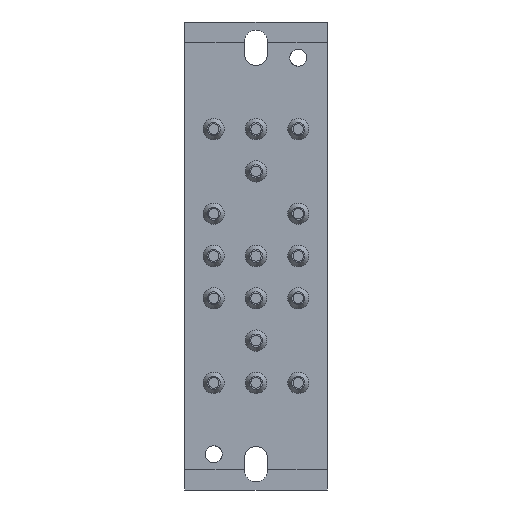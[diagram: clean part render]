
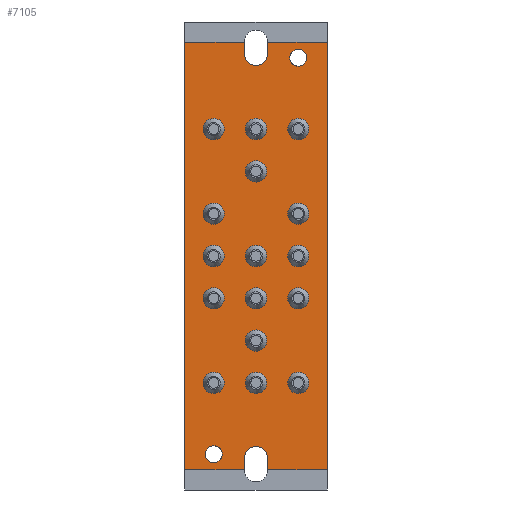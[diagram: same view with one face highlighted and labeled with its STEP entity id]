
A CAD part, front view. The second image highlights one B-rep face of the part: STEP entity #7105.
In plain terms, the highlighted planar face has unit normal (0, -1, 0).
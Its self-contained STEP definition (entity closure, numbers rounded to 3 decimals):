
#374=CIRCLE('',#7514,1.621);
#375=CIRCLE('',#7516,1.621);
#378=CIRCLE('',#7522,2.2);
#385=CIRCLE('',#7537,2.02);
#386=CIRCLE('',#7538,2.02);
#387=CIRCLE('',#7539,2.02);
#388=CIRCLE('',#7540,2.02);
#389=CIRCLE('',#7541,2.02);
#390=CIRCLE('',#7542,2.02);
#391=CIRCLE('',#7543,2.02);
#392=CIRCLE('',#7544,2.02);
#393=CIRCLE('',#7545,2.02);
#394=CIRCLE('',#7546,2.02);
#395=CIRCLE('',#7547,2.02);
#396=CIRCLE('',#7548,2.02);
#397=CIRCLE('',#7549,2.02);
#398=CIRCLE('',#7550,2.02);
#399=CIRCLE('',#7551,2.02);
#400=CIRCLE('',#7552,2.02);
#401=CIRCLE('',#7553,2.2);
#928=ORIENTED_EDGE('',*,*,#2043,.F.);
#929=ORIENTED_EDGE('',*,*,#2044,.F.);
#930=ORIENTED_EDGE('',*,*,#2045,.F.);
#931=ORIENTED_EDGE('',*,*,#2046,.F.);
#932=ORIENTED_EDGE('',*,*,#2047,.F.);
#933=ORIENTED_EDGE('',*,*,#2048,.F.);
#934=ORIENTED_EDGE('',*,*,#2049,.F.);
#935=ORIENTED_EDGE('',*,*,#2050,.F.);
#936=ORIENTED_EDGE('',*,*,#2051,.F.);
#937=ORIENTED_EDGE('',*,*,#2052,.F.);
#938=ORIENTED_EDGE('',*,*,#2053,.F.);
#939=ORIENTED_EDGE('',*,*,#2054,.F.);
#940=ORIENTED_EDGE('',*,*,#2055,.F.);
#941=ORIENTED_EDGE('',*,*,#2056,.F.);
#942=ORIENTED_EDGE('',*,*,#2057,.F.);
#943=ORIENTED_EDGE('',*,*,#2058,.F.);
#944=ORIENTED_EDGE('',*,*,#2001,.F.);
#945=ORIENTED_EDGE('',*,*,#2000,.T.);
#946=ORIENTED_EDGE('',*,*,#2059,.F.);
#947=ORIENTED_EDGE('',*,*,#2008,.F.);
#948=ORIENTED_EDGE('',*,*,#2060,.F.);
#949=ORIENTED_EDGE('',*,*,#2012,.F.);
#950=ORIENTED_EDGE('',*,*,#2061,.F.);
#951=ORIENTED_EDGE('',*,*,#2041,.T.);
#952=ORIENTED_EDGE('',*,*,#2062,.F.);
#953=ORIENTED_EDGE('',*,*,#2063,.F.);
#954=ORIENTED_EDGE('',*,*,#2064,.F.);
#955=ORIENTED_EDGE('',*,*,#2032,.T.);
#956=ORIENTED_EDGE('',*,*,#2065,.T.);
#957=ORIENTED_EDGE('',*,*,#2014,.F.);
#2000=EDGE_CURVE('',#2550,#2550,#374,.T.);
#2001=EDGE_CURVE('',#2551,#2551,#375,.T.);
#2008=EDGE_CURVE('',#2558,#2556,#378,.F.);
#2012=EDGE_CURVE('',#2562,#2560,#2934,.T.);
#2014=EDGE_CURVE('',#2563,#2565,#2936,.T.);
#2032=EDGE_CURVE('',#2577,#2579,#2947,.T.);
#2041=EDGE_CURVE('',#2587,#2586,#2955,.T.);
#2043=EDGE_CURVE('',#2588,#2588,#385,.F.);
#2044=EDGE_CURVE('',#2589,#2589,#386,.F.);
#2045=EDGE_CURVE('',#2590,#2590,#387,.F.);
#2046=EDGE_CURVE('',#2591,#2591,#388,.F.);
#2047=EDGE_CURVE('',#2592,#2592,#389,.F.);
#2048=EDGE_CURVE('',#2593,#2593,#390,.F.);
#2049=EDGE_CURVE('',#2594,#2594,#391,.F.);
#2050=EDGE_CURVE('',#2595,#2595,#392,.F.);
#2051=EDGE_CURVE('',#2596,#2596,#393,.F.);
#2052=EDGE_CURVE('',#2597,#2597,#394,.F.);
#2053=EDGE_CURVE('',#2598,#2598,#395,.F.);
#2054=EDGE_CURVE('',#2599,#2599,#396,.F.);
#2055=EDGE_CURVE('',#2600,#2600,#397,.F.);
#2056=EDGE_CURVE('',#2601,#2601,#398,.F.);
#2057=EDGE_CURVE('',#2602,#2602,#399,.F.);
#2058=EDGE_CURVE('',#2603,#2603,#400,.F.);
#2059=EDGE_CURVE('',#2556,#2563,#2957,.T.);
#2060=EDGE_CURVE('',#2560,#2558,#2958,.T.);
#2061=EDGE_CURVE('',#2587,#2562,#2959,.T.);
#2062=EDGE_CURVE('',#2604,#2586,#2960,.T.);
#2063=EDGE_CURVE('',#2605,#2604,#401,.F.);
#2064=EDGE_CURVE('',#2577,#2605,#2961,.T.);
#2065=EDGE_CURVE('',#2579,#2565,#2962,.T.);
#2550=VERTEX_POINT('',#10157);
#2551=VERTEX_POINT('',#10160);
#2556=VERTEX_POINT('',#10190);
#2558=VERTEX_POINT('',#10202);
#2560=VERTEX_POINT('',#10207);
#2562=VERTEX_POINT('',#10211);
#2563=VERTEX_POINT('',#10215);
#2565=VERTEX_POINT('',#10218);
#2577=VERTEX_POINT('',#10274);
#2579=VERTEX_POINT('',#10278);
#2586=VERTEX_POINT('',#10296);
#2587=VERTEX_POINT('',#10298);
#2588=VERTEX_POINT('',#10302);
#2589=VERTEX_POINT('',#10304);
#2590=VERTEX_POINT('',#10306);
#2591=VERTEX_POINT('',#10308);
#2592=VERTEX_POINT('',#10310);
#2593=VERTEX_POINT('',#10312);
#2594=VERTEX_POINT('',#10314);
#2595=VERTEX_POINT('',#10316);
#2596=VERTEX_POINT('',#10318);
#2597=VERTEX_POINT('',#10320);
#2598=VERTEX_POINT('',#10322);
#2599=VERTEX_POINT('',#10324);
#2600=VERTEX_POINT('',#10326);
#2601=VERTEX_POINT('',#10328);
#2602=VERTEX_POINT('',#10330);
#2603=VERTEX_POINT('',#10332);
#2604=VERTEX_POINT('',#10337);
#2605=VERTEX_POINT('',#10339);
#2934=LINE('',#10212,#3140);
#2936=LINE('',#10217,#3142);
#2947=LINE('',#10279,#3153);
#2955=LINE('',#10297,#3161);
#2957=LINE('',#10333,#3163);
#2958=LINE('',#10334,#3164);
#2959=LINE('',#10335,#3165);
#2960=LINE('',#10336,#3166);
#2961=LINE('',#10340,#3167);
#2962=LINE('',#10341,#3168);
#3140=VECTOR('',#8389,1000.);
#3142=VECTOR('',#8393,1000.);
#3153=VECTOR('',#8420,1000.);
#3161=VECTOR('',#8434,1000.);
#3163=VECTOR('',#8470,1000.);
#3164=VECTOR('',#8471,1000.);
#3165=VECTOR('',#8472,1000.);
#3166=VECTOR('',#8473,1000.);
#3167=VECTOR('',#8476,1000.);
#3168=VECTOR('',#8477,1000.);
#3362=EDGE_LOOP('',(#928));
#3363=EDGE_LOOP('',(#929));
#3364=EDGE_LOOP('',(#930));
#3365=EDGE_LOOP('',(#931));
#3366=EDGE_LOOP('',(#932));
#3367=EDGE_LOOP('',(#933));
#3368=EDGE_LOOP('',(#934));
#3369=EDGE_LOOP('',(#935));
#3370=EDGE_LOOP('',(#936));
#3371=EDGE_LOOP('',(#937));
#3372=EDGE_LOOP('',(#938));
#3373=EDGE_LOOP('',(#939));
#3374=EDGE_LOOP('',(#940));
#3375=EDGE_LOOP('',(#941));
#3376=EDGE_LOOP('',(#942));
#3377=EDGE_LOOP('',(#943));
#3378=EDGE_LOOP('',(#944));
#3379=EDGE_LOOP('',(#945));
#3380=EDGE_LOOP('',(#946,#947,#948,#949,#950,#951,#952,#953,#954,#955,#956,
#957));
#3942=FACE_BOUND('',#3362,.T.);
#3943=FACE_BOUND('',#3363,.T.);
#3944=FACE_BOUND('',#3364,.T.);
#3945=FACE_BOUND('',#3365,.T.);
#3946=FACE_BOUND('',#3366,.T.);
#3947=FACE_BOUND('',#3367,.T.);
#3948=FACE_BOUND('',#3368,.T.);
#3949=FACE_BOUND('',#3369,.T.);
#3950=FACE_BOUND('',#3370,.T.);
#3951=FACE_BOUND('',#3371,.T.);
#3952=FACE_BOUND('',#3372,.T.);
#3953=FACE_BOUND('',#3373,.T.);
#3954=FACE_BOUND('',#3374,.T.);
#3955=FACE_BOUND('',#3375,.T.);
#3956=FACE_BOUND('',#3376,.T.);
#3957=FACE_BOUND('',#3377,.T.);
#3958=FACE_BOUND('',#3378,.T.);
#3959=FACE_BOUND('',#3379,.T.);
#3960=FACE_BOUND('',#3380,.T.);
#4457=PLANE('',#7536);
#7105=ADVANCED_FACE('',(#3942,#3943,#3944,#3945,#3946,#3947,#3948,#3949,
#3950,#3951,#3952,#3953,#3954,#3955,#3956,#3957,#3958,#3959,#3960),#4457,
 .F.);
#7514=AXIS2_PLACEMENT_3D('',#10156,#8364,#8365);
#7516=AXIS2_PLACEMENT_3D('',#10159,#8368,#8369);
#7522=AXIS2_PLACEMENT_3D('',#10203,#8382,#8383);
#7536=AXIS2_PLACEMENT_3D('',#10300,#8436,#8437);
#7537=AXIS2_PLACEMENT_3D('',#10301,#8438,#8439);
#7538=AXIS2_PLACEMENT_3D('',#10303,#8440,#8441);
#7539=AXIS2_PLACEMENT_3D('',#10305,#8442,#8443);
#7540=AXIS2_PLACEMENT_3D('',#10307,#8444,#8445);
#7541=AXIS2_PLACEMENT_3D('',#10309,#8446,#8447);
#7542=AXIS2_PLACEMENT_3D('',#10311,#8448,#8449);
#7543=AXIS2_PLACEMENT_3D('',#10313,#8450,#8451);
#7544=AXIS2_PLACEMENT_3D('',#10315,#8452,#8453);
#7545=AXIS2_PLACEMENT_3D('',#10317,#8454,#8455);
#7546=AXIS2_PLACEMENT_3D('',#10319,#8456,#8457);
#7547=AXIS2_PLACEMENT_3D('',#10321,#8458,#8459);
#7548=AXIS2_PLACEMENT_3D('',#10323,#8460,#8461);
#7549=AXIS2_PLACEMENT_3D('',#10325,#8462,#8463);
#7550=AXIS2_PLACEMENT_3D('',#10327,#8464,#8465);
#7551=AXIS2_PLACEMENT_3D('',#10329,#8466,#8467);
#7552=AXIS2_PLACEMENT_3D('',#10331,#8468,#8469);
#7553=AXIS2_PLACEMENT_3D('',#10338,#8474,#8475);
#8364=DIRECTION('',(0.,1.,0.));
#8365=DIRECTION('',(0.,0.,1.));
#8368=DIRECTION('',(0.,-1.,0.));
#8369=DIRECTION('',(0.,0.,-1.));
#8382=DIRECTION('',(0.,1.,0.));
#8383=DIRECTION('',(0.,0.,1.));
#8389=DIRECTION('',(-1.,0.,0.));
#8393=DIRECTION('',(-1.,0.,0.));
#8420=DIRECTION('',(-1.,0.,0.));
#8434=DIRECTION('',(-1.,0.,0.));
#8436=DIRECTION('',(0.,1.,0.));
#8437=DIRECTION('',(0.,0.,1.));
#8438=DIRECTION('',(0.,1.,0.));
#8439=DIRECTION('',(0.,0.,1.));
#8440=DIRECTION('',(0.,1.,0.));
#8441=DIRECTION('',(0.,0.,1.));
#8442=DIRECTION('',(0.,1.,0.));
#8443=DIRECTION('',(0.,0.,1.));
#8444=DIRECTION('',(0.,1.,0.));
#8445=DIRECTION('',(0.,0.,1.));
#8446=DIRECTION('',(0.,1.,0.));
#8447=DIRECTION('',(0.,0.,1.));
#8448=DIRECTION('',(0.,1.,0.));
#8449=DIRECTION('',(0.,0.,1.));
#8450=DIRECTION('',(0.,1.,0.));
#8451=DIRECTION('',(0.,0.,1.));
#8452=DIRECTION('',(0.,1.,0.));
#8453=DIRECTION('',(0.,0.,1.));
#8454=DIRECTION('',(0.,1.,0.));
#8455=DIRECTION('',(0.,0.,1.));
#8456=DIRECTION('',(0.,1.,0.));
#8457=DIRECTION('',(0.,0.,1.));
#8458=DIRECTION('',(0.,1.,0.));
#8459=DIRECTION('',(0.,0.,1.));
#8460=DIRECTION('',(0.,1.,0.));
#8461=DIRECTION('',(0.,0.,1.));
#8462=DIRECTION('',(0.,1.,0.));
#8463=DIRECTION('',(0.,0.,1.));
#8464=DIRECTION('',(0.,1.,0.));
#8465=DIRECTION('',(0.,0.,1.));
#8466=DIRECTION('',(0.,1.,0.));
#8467=DIRECTION('',(0.,0.,1.));
#8468=DIRECTION('',(0.,1.,0.));
#8469=DIRECTION('',(0.,0.,1.));
#8470=DIRECTION('',(0.,0.,-1.));
#8471=DIRECTION('',(0.,0.,1.));
#8472=DIRECTION('',(0.,0.,-1.));
#8473=DIRECTION('',(0.,0.,1.));
#8474=DIRECTION('',(0.,1.,0.));
#8475=DIRECTION('',(0.,0.,1.));
#8476=DIRECTION('',(0.,0.,-1.));
#8477=DIRECTION('',(0.,0.,-1.));
#10156=CARTESIAN_POINT('',(-8.,0.,-37.5));
#10157=CARTESIAN_POINT('',(-8.,0.,-35.879));
#10159=CARTESIAN_POINT('',(8.,0.,37.5));
#10160=CARTESIAN_POINT('',(8.,0.,35.879));
#10190=CARTESIAN_POINT('',(-2.2,0.,-38.2));
#10202=CARTESIAN_POINT('',(2.2,0.,-38.2));
#10203=CARTESIAN_POINT('',(0.,0.,-38.2));
#10207=CARTESIAN_POINT('',(2.2,0.,-40.4));
#10211=CARTESIAN_POINT('',(13.5,0.,-40.4));
#10212=CARTESIAN_POINT('',(13.5,0.,-40.4));
#10215=CARTESIAN_POINT('',(-2.2,0.,-40.4));
#10217=CARTESIAN_POINT('',(13.5,0.,-40.4));
#10218=CARTESIAN_POINT('',(-13.5,0.,-40.4));
#10274=CARTESIAN_POINT('',(-2.2,0.,40.4));
#10278=CARTESIAN_POINT('',(-13.5,0.,40.4));
#10279=CARTESIAN_POINT('',(13.5,0.,40.4));
#10296=CARTESIAN_POINT('',(2.2,0.,40.4));
#10297=CARTESIAN_POINT('',(13.5,0.,40.4));
#10298=CARTESIAN_POINT('',(13.5,0.,40.4));
#10300=CARTESIAN_POINT('',(13.5,0.,40.4));
#10301=CARTESIAN_POINT('',(-8.,0.,24.));
#10302=CARTESIAN_POINT('',(-8.,0.,26.02));
#10303=CARTESIAN_POINT('',(8.,0.,24.));
#10304=CARTESIAN_POINT('',(8.,0.,26.02));
#10305=CARTESIAN_POINT('',(0.,0.,24.));
#10306=CARTESIAN_POINT('',(0.,0.,26.02));
#10307=CARTESIAN_POINT('',(0.,0.,16.));
#10308=CARTESIAN_POINT('',(0.,0.,18.02));
#10309=CARTESIAN_POINT('',(-8.,0.,8.));
#10310=CARTESIAN_POINT('',(-8.,0.,10.02));
#10311=CARTESIAN_POINT('',(8.,0.,8.));
#10312=CARTESIAN_POINT('',(8.,0.,10.02));
#10313=CARTESIAN_POINT('',(-8.,0.,0.));
#10314=CARTESIAN_POINT('',(-8.,0.,2.02));
#10315=CARTESIAN_POINT('',(8.,0.,0.));
#10316=CARTESIAN_POINT('',(8.,0.,2.02));
#10317=CARTESIAN_POINT('',(-8.,0.,-8.));
#10318=CARTESIAN_POINT('',(-8.,0.,-5.98));
#10319=CARTESIAN_POINT('',(8.,0.,-8.));
#10320=CARTESIAN_POINT('',(8.,0.,-5.98));
#10321=CARTESIAN_POINT('',(0.,0.,-8.));
#10322=CARTESIAN_POINT('',(0.,0.,-5.98));
#10323=CARTESIAN_POINT('',(0.,0.,-16.));
#10324=CARTESIAN_POINT('',(0.,0.,-13.98));
#10325=CARTESIAN_POINT('',(-8.,0.,-24.));
#10326=CARTESIAN_POINT('',(-8.,0.,-21.98));
#10327=CARTESIAN_POINT('',(8.,0.,-24.));
#10328=CARTESIAN_POINT('',(8.,0.,-21.98));
#10329=CARTESIAN_POINT('',(0.,0.,-24.));
#10330=CARTESIAN_POINT('',(0.,0.,-21.98));
#10331=CARTESIAN_POINT('',(0.,0.,0.));
#10332=CARTESIAN_POINT('',(0.,0.,2.02));
#10333=CARTESIAN_POINT('',(-2.2,0.,40.4));
#10334=CARTESIAN_POINT('',(2.2,0.,40.4));
#10335=CARTESIAN_POINT('',(13.5,0.,40.4));
#10336=CARTESIAN_POINT('',(2.2,0.,40.4));
#10337=CARTESIAN_POINT('',(2.2,0.,38.2));
#10338=CARTESIAN_POINT('',(0.,0.,38.2));
#10339=CARTESIAN_POINT('',(-2.2,0.,38.2));
#10340=CARTESIAN_POINT('',(-2.2,0.,40.4));
#10341=CARTESIAN_POINT('',(-13.5,0.,40.4));
